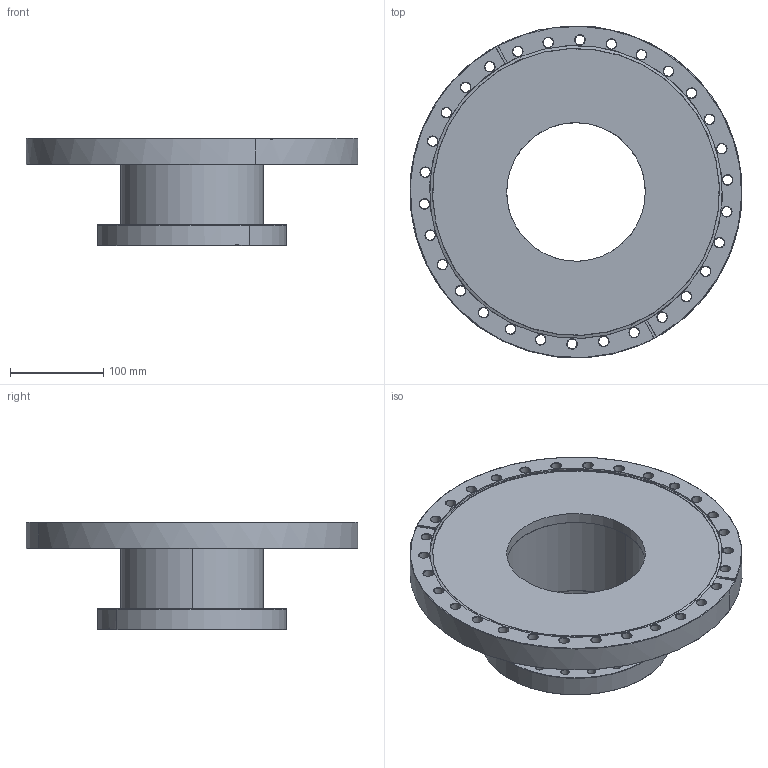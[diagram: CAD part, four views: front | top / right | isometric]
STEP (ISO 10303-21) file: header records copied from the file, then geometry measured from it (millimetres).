
FILE_DESCRIPTION (( 'STEP AP214' ), '1' );
FILE_NAME ('Hositrad_CFA300-150L.STEP', '2017-05-09T10:21:16', ( 'Gebruiker' ), ( '' ), 'SwSTEP 2.0', 'SolidWorks 2017', '' );
FILE_SCHEMA (( 'AUTOMOTIVE_DESIGN' ));
Length unit declared in the file: millimetre
Products named in the file (4): NW150CF-Weld_CF150-152; NW300CF-Blind_weld hole 152,4; CF-Tubulated-Adapters-All_CFA300-150L; Hositrad_CFA300-150L
Assembly tree (3 placements, depth 2):
  Hositrad_CFA300-150L
    CF-Tubulated-Adapters-All_CFA300-150L
    NW300CF-Blind_weld hole 152,4
    NW150CF-Weld_CF150-152
Bounding box: 355.26 x 355.26 x 115 mm (x, y, z)
Volume: 2540598.6 mm3; surface area: 382995.7 mm2
Topology: 3 solids, 3 shells, 366 faces, 856 edges, 498 vertices
Faces by surface type: cone 222, cylinder 120, plane 24
Entity records: 10788 total; most frequent: DIRECTION 2070, CARTESIAN_POINT 1750, ORIENTED_EDGE 1712, EDGE_CURVE 856, AXIS2_PLACEMENT_3D 850, VERTEX_POINT 498, CIRCLE 478, EDGE_LOOP 474
